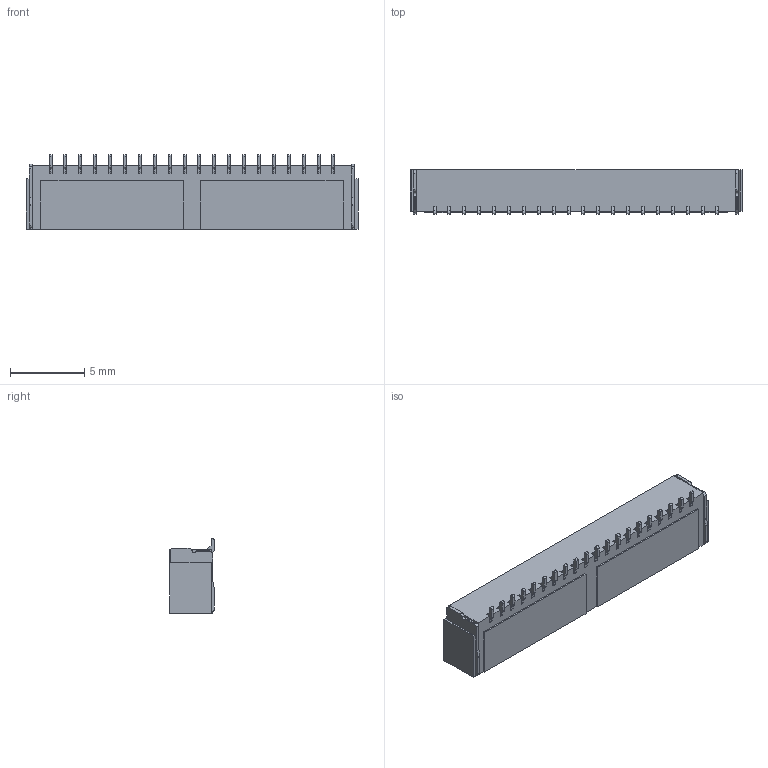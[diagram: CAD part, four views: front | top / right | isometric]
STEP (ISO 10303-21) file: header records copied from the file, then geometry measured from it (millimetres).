
FILE_DESCRIPTION( ('This file contains a STEP AP42 implementation' ,'as created by ZW3D STEP Interface translator.') ,'2;1' );
FILE_NAME( 'WF1001-WZXXXX1.stp' ,'23 4 6.1831 8', (''), ('ZWCAD Software Co.'), 'Version 1.0', 'ZW3D to STEP translator', '' );
FILE_SCHEMA(('AUTOMOTIVE_DESIGN { 1 0 10303 214 1 1 1 1 }'));
Length unit declared in the file: millimetre
Products named in the file (2): 0; WF1001-WZXXXX1
Bounding box: 22.3 x 3 x 5 mm (x, y, z)
Volume: 128.1 mm3; surface area: 571.1 mm2
Topology: 1 solids, 1 shells, 589 faces, 1692 edges, 1144 vertices
Faces by surface type: plane 409, cylinder 180
Entity records: 20230 total; most frequent: CARTESIAN_POINT 3758, ORIENTED_EDGE 3464, DIRECTION 3112, EDGE_CURVE 1732, VECTOR 1364, LINE 1364, VERTEX_POINT 1184, AXIS2_PLACEMENT_3D 874
